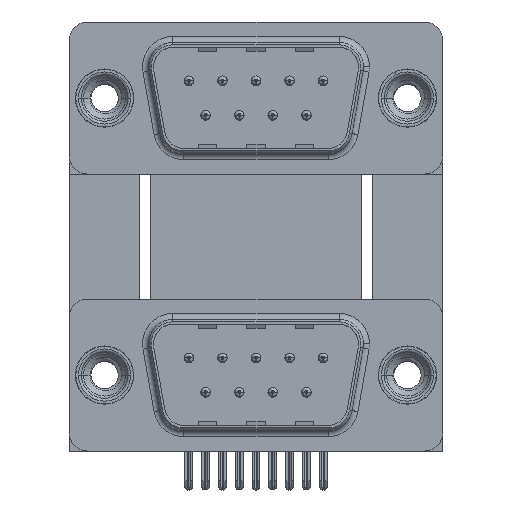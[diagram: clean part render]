
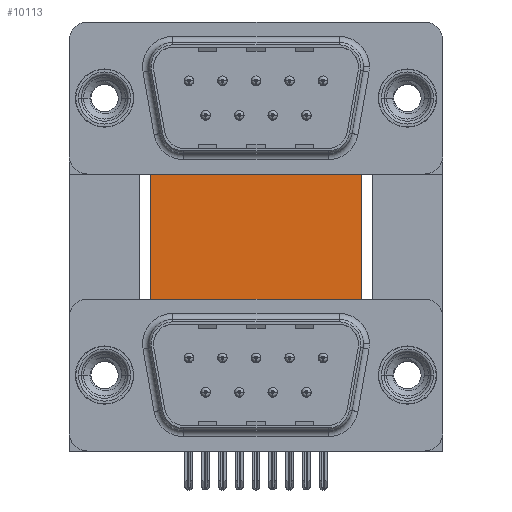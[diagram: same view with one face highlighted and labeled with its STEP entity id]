
A CAD part, top view. The second image highlights one B-rep face of the part: STEP entity #10113.
In plain terms, the highlighted planar face has unit normal (0, 0, 1).
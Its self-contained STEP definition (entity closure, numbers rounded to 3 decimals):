
#217 = CARTESIAN_POINT ( 'NONE',  ( 22.09, -3.735, -12. ) ) ;
#247 = VECTOR ( 'NONE', #8857, 1000. ) ;
#351 = DIRECTION ( 'NONE',  ( 0., -1., 0. ) ) ;
#870 = EDGE_CURVE ( 'NONE', #24058, #21265, #25159, .T. ) ;
#1008 = VECTOR ( 'NONE', #23928, 1000. ) ;
#1504 = DIRECTION ( 'NONE',  ( 1., 0., 0. ) ) ;
#2306 = LINE ( 'NONE', #4247, #15540 ) ;
#2474 = EDGE_CURVE ( 'NONE', #18883, #6414, #2306, .T. ) ;
#3403 = DIRECTION ( 'NONE',  ( 0., 0., -1. ) ) ;
#3724 = CARTESIAN_POINT ( 'NONE',  ( 3.79, -0.735, -12. ) ) ;
#3746 = ORIENTED_EDGE ( 'NONE', *, *, #11785, .F. ) ;
#3789 = VECTOR ( 'NONE', #23694, 1000. ) ;
#3872 = ORIENTED_EDGE ( 'NONE', *, *, #4529, .T. ) ;
#4247 = CARTESIAN_POINT ( 'NONE',  ( 3.79, 16.585, -12. ) ) ;
#4529 = EDGE_CURVE ( 'NONE', #25432, #25630, #24718, .T. ) ;
#5465 = PLANE ( 'NONE',  #16755 ) ;
#5480 = EDGE_CURVE ( 'NONE', #17748, #13939, #7446, .T. ) ;
#5877 = CARTESIAN_POINT ( 'NONE',  ( 22.59, -4.635, -12. ) ) ;
#6414 = VERTEX_POINT ( 'NONE', #3724 ) ;
#6841 = CARTESIAN_POINT ( 'NONE',  ( 3.79, 16.585, -12. ) ) ;
#6906 = CARTESIAN_POINT ( 'NONE',  ( 21.2, 16.585, -12. ) ) ;
#7108 = EDGE_CURVE ( 'NONE', #18883, #15718, #16838, .T. ) ;
#7446 = LINE ( 'NONE', #5877, #3789 ) ;
#8329 = LINE ( 'NONE', #24596, #18851 ) ;
#8857 = DIRECTION ( 'NONE',  ( 1., 0., 0. ) ) ;
#9395 = EDGE_LOOP ( 'NONE', ( #3872, #18392, #20829, #15597, #3746, #14479, #25390, #10666, #11202, #16702 ) ) ;
#9867 = LINE ( 'NONE', #23550, #1008 ) ;
#9915 = EDGE_CURVE ( 'NONE', #25630, #18263, #8329, .T. ) ;
#10042 = VECTOR ( 'NONE', #20630, 1000. ) ;
#10113 = ADVANCED_FACE ( 'NONE', ( #17296 ), #5465, .F. ) ;
#10174 = VECTOR ( 'NONE', #10316, 1000. ) ;
#10234 = EDGE_CURVE ( 'NONE', #6414, #24058, #9867, .T. ) ;
#10316 = DIRECTION ( 'NONE',  ( 0., -1., 0. ) ) ;
#10666 = ORIENTED_EDGE ( 'NONE', *, *, #10234, .T. ) ;
#10781 = DIRECTION ( 'NONE',  ( 0., -1., 0. ) ) ;
#11041 = CARTESIAN_POINT ( 'NONE',  ( 3.79, 16.585, -12. ) ) ;
#11202 = ORIENTED_EDGE ( 'NONE', *, *, #870, .T. ) ;
#11785 = EDGE_CURVE ( 'NONE', #15718, #13939, #20232, .T. ) ;
#12260 = CARTESIAN_POINT ( 'NONE',  ( 22.09, -4.635, -12. ) ) ;
#12729 = DIRECTION ( 'NONE',  ( 1., 0., 0. ) ) ;
#13630 = CARTESIAN_POINT ( 'NONE',  ( 21.2, 16.585, -12. ) ) ;
#13875 = CARTESIAN_POINT ( 'NONE',  ( 2.4, -4.635, -12. ) ) ;
#13939 = VERTEX_POINT ( 'NONE', #24577 ) ;
#14479 = ORIENTED_EDGE ( 'NONE', *, *, #7108, .F. ) ;
#14840 = CARTESIAN_POINT ( 'NONE',  ( 2.9, -4.635, -12. ) ) ;
#14905 = CARTESIAN_POINT ( 'NONE',  ( 2.9, -3.735, -12. ) ) ;
#15540 = VECTOR ( 'NONE', #351, 1000. ) ;
#15597 = ORIENTED_EDGE ( 'NONE', *, *, #5480, .T. ) ;
#15681 = CARTESIAN_POINT ( 'NONE',  ( 2.9, -3.735, -12. ) ) ;
#15718 = VERTEX_POINT ( 'NONE', #6906 ) ;
#15811 = VECTOR ( 'NONE', #12729, 1000. ) ;
#16084 = CARTESIAN_POINT ( 'NONE',  ( 3.79, 16.585, -12. ) ) ;
#16702 = ORIENTED_EDGE ( 'NONE', *, *, #17887, .T. ) ;
#16755 = AXIS2_PLACEMENT_3D ( 'NONE', #11041, #3403, #22893 ) ;
#16770 = CARTESIAN_POINT ( 'NONE',  ( 3.79, -3.735, -12. ) ) ;
#16838 = LINE ( 'NONE', #6841, #10042 ) ;
#17296 = FACE_OUTER_BOUND ( 'NONE', #9395, .T. ) ;
#17748 = VERTEX_POINT ( 'NONE', #19879 ) ;
#17887 = EDGE_CURVE ( 'NONE', #21265, #25432, #22711, .T. ) ;
#18263 = VERTEX_POINT ( 'NONE', #12260 ) ;
#18392 = ORIENTED_EDGE ( 'NONE', *, *, #9915, .T. ) ;
#18434 = CARTESIAN_POINT ( 'NONE',  ( 2.9, -4.635, -12. ) ) ;
#18493 = LINE ( 'NONE', #22899, #247 ) ;
#18851 = VECTOR ( 'NONE', #10781, 1000. ) ;
#18883 = VERTEX_POINT ( 'NONE', #16084 ) ;
#19879 = CARTESIAN_POINT ( 'NONE',  ( 22.59, -4.635, -12. ) ) ;
#20232 = LINE ( 'NONE', #13630, #10174 ) ;
#20630 = DIRECTION ( 'NONE',  ( 1., 0., 0. ) ) ;
#20829 = ORIENTED_EDGE ( 'NONE', *, *, #21268, .T. ) ;
#21265 = VERTEX_POINT ( 'NONE', #14840 ) ;
#21268 = EDGE_CURVE ( 'NONE', #18263, #17748, #18493, .T. ) ;
#22434 = DIRECTION ( 'NONE',  ( 0., 1., 0. ) ) ;
#22711 = LINE ( 'NONE', #14905, #23832 ) ;
#22893 = DIRECTION ( 'NONE',  ( -1., 0., 0. ) ) ;
#22899 = CARTESIAN_POINT ( 'NONE',  ( 22.09, -4.635, -12. ) ) ;
#23550 = CARTESIAN_POINT ( 'NONE',  ( 2.4, -4.635, -12. ) ) ;
#23570 = VECTOR ( 'NONE', #1504, 1000. ) ;
#23694 = DIRECTION ( 'NONE',  ( -0.336, 0.942, 0. ) ) ;
#23832 = VECTOR ( 'NONE', #22434, 1000. ) ;
#23928 = DIRECTION ( 'NONE',  ( -0.336, -0.942, 0. ) ) ;
#24058 = VERTEX_POINT ( 'NONE', #13875 ) ;
#24577 = CARTESIAN_POINT ( 'NONE',  ( 21.2, -0.735, -12. ) ) ;
#24596 = CARTESIAN_POINT ( 'NONE',  ( 22.09, -3.735, -12. ) ) ;
#24718 = LINE ( 'NONE', #16770, #15811 ) ;
#25159 = LINE ( 'NONE', #18434, #23570 ) ;
#25390 = ORIENTED_EDGE ( 'NONE', *, *, #2474, .T. ) ;
#25432 = VERTEX_POINT ( 'NONE', #15681 ) ;
#25630 = VERTEX_POINT ( 'NONE', #217 ) ;
